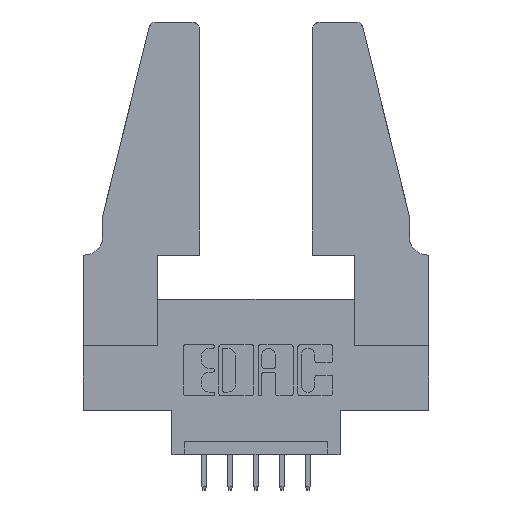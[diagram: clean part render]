
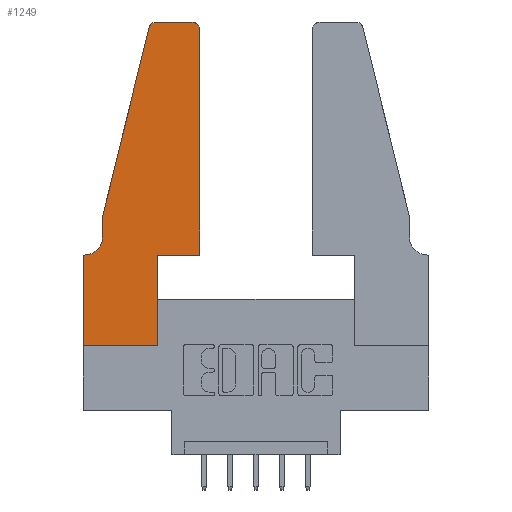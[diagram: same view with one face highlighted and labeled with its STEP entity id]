
A CAD part, top view. The second image highlights one B-rep face of the part: STEP entity #1249.
In plain terms, the highlighted planar face has unit normal (0, 0, 1).
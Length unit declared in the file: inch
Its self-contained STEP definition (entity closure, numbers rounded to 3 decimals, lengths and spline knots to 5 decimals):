
#44 = CARTESIAN_POINT ( 'NONE',  ( 0.4205, 1.25, 0.37 ) ) ;
#147 = ORIENTED_EDGE ( 'NONE', *, *, #1922, .T. ) ;
#486 = LINE ( 'NONE', #7332, #10297 ) ;
#578 = EDGE_CURVE ( 'NONE', #3487, #7200, #7765, .T. ) ;
#767 = VECTOR ( 'NONE', #11083, 39.37008 ) ;
#985 = ORIENTED_EDGE ( 'NONE', *, *, #10751, .T. ) ;
#988 = CARTESIAN_POINT ( 'NONE',  ( 0., 0.35, 0.37 ) ) ;
#991 = EDGE_LOOP ( 'NONE', ( #2813, #10018, #9076, #4399, #1516, #6645, #147, #2881, #1906, #10521, #1223, #985 ) ) ;
#1048 = VERTEX_POINT ( 'NONE', #1787 ) ;
#1133 = LINE ( 'NONE', #9517, #4634 ) ;
#1157 = VECTOR ( 'NONE', #5256, 39.37008 ) ;
#1223 = ORIENTED_EDGE ( 'NONE', *, *, #1271, .T. ) ;
#1249 = ADVANCED_FACE ( 'NONE', ( #9952 ), #2282, .T. ) ;
#1271 = EDGE_CURVE ( 'NONE', #5147, #6004, #1420, .T. ) ;
#1315 = AXIS2_PLACEMENT_3D ( 'NONE', #10172, #5672, #7473 ) ;
#1420 = LINE ( 'NONE', #4840, #767 ) ;
#1516 = ORIENTED_EDGE ( 'NONE', *, *, #578, .T. ) ;
#1637 = EDGE_CURVE ( 'NONE', #6746, #8046, #486, .T. ) ;
#1762 = CARTESIAN_POINT ( 'NONE',  ( 0.0755, 0.42, 0.37 ) ) ;
#1787 = CARTESIAN_POINT ( 'NONE',  ( 0.25487, 1.22718, 0.37 ) ) ;
#1906 = ORIENTED_EDGE ( 'NONE', *, *, #2723, .T. ) ;
#1922 = EDGE_CURVE ( 'NONE', #2642, #3025, #2706, .T. ) ;
#1987 = CARTESIAN_POINT ( 'NONE',  ( 0.284, 1.25, 0.37 ) ) ;
#2114 = DIRECTION ( 'NONE',  ( 1., 0., 0. ) ) ;
#2171 = LINE ( 'NONE', #3707, #3150 ) ;
#2186 = CARTESIAN_POINT ( 'NONE',  ( 0.2865, 0., 0.37 ) ) ;
#2282 = PLANE ( 'NONE',  #1315 ) ;
#2407 = CIRCLE ( 'NONE', #2593, 0.03 ) ;
#2593 = AXIS2_PLACEMENT_3D ( 'NONE', #6483, #5749, #9362 ) ;
#2642 = VERTEX_POINT ( 'NONE', #988 ) ;
#2706 = LINE ( 'NONE', #8701, #1157 ) ;
#2723 = EDGE_CURVE ( 'NONE', #5502, #3200, #2171, .T. ) ;
#2813 = ORIENTED_EDGE ( 'NONE', *, *, #1637, .T. ) ;
#2881 = ORIENTED_EDGE ( 'NONE', *, *, #8017, .T. ) ;
#2943 = AXIS2_PLACEMENT_3D ( 'NONE', #7287, #7393, #5500 ) ;
#3025 = VERTEX_POINT ( 'NONE', #6130 ) ;
#3049 = CARTESIAN_POINT ( 'NONE',  ( 0.0755, 0.35, 0.37 ) ) ;
#3092 = DIRECTION ( 'NONE',  ( -1., 0., 0. ) ) ;
#3150 = VECTOR ( 'NONE', #7095, 39.37008 ) ;
#3200 = VERTEX_POINT ( 'NONE', #6242 ) ;
#3487 = VERTEX_POINT ( 'NONE', #1762 ) ;
#3565 = VECTOR ( 'NONE', #2114, 39.37008 ) ;
#3575 = CARTESIAN_POINT ( 'NONE',  ( 0., 0., 0.37 ) ) ;
#3707 = CARTESIAN_POINT ( 'NONE',  ( 0.2865, 0.35, 0.37 ) ) ;
#3767 = CIRCLE ( 'NONE', #10739, 0.03 ) ;
#4345 = VECTOR ( 'NONE', #9506, 39.37008 ) ;
#4399 = ORIENTED_EDGE ( 'NONE', *, *, #7546, .T. ) ;
#4446 = LINE ( 'NONE', #3575, #4345 ) ;
#4469 = EDGE_CURVE ( 'NONE', #3200, #5147, #6288, .T. ) ;
#4634 = VECTOR ( 'NONE', #6126, 39.37008 ) ;
#4702 = DIRECTION ( 'NONE',  ( -1., 0., 0. ) ) ;
#4840 = CARTESIAN_POINT ( 'NONE',  ( 0.4505, 0.35, 0.37 ) ) ;
#4851 = CARTESIAN_POINT ( 'NONE',  ( 0.4505, 1.22, 0.37 ) ) ;
#5147 = VERTEX_POINT ( 'NONE', #9279 ) ;
#5234 = DIRECTION ( 'NONE',  ( 1., 0., 0. ) ) ;
#5256 = DIRECTION ( 'NONE',  ( 0., -1., 0. ) ) ;
#5500 = DIRECTION ( 'NONE',  ( -1., 0., 0. ) ) ;
#5502 = VERTEX_POINT ( 'NONE', #2186 ) ;
#5664 = VERTEX_POINT ( 'NONE', #7664 ) ;
#5672 = DIRECTION ( 'NONE',  ( 0., 0., 1. ) ) ;
#5749 = DIRECTION ( 'NONE',  ( 0., 0., 1. ) ) ;
#6004 = VERTEX_POINT ( 'NONE', #4851 ) ;
#6071 = CARTESIAN_POINT ( 'NONE',  ( 0.284, 1.22, 0.37 ) ) ;
#6126 = DIRECTION ( 'NONE',  ( 0., -1., 0. ) ) ;
#6130 = CARTESIAN_POINT ( 'NONE',  ( 0., 0., 0.37 ) ) ;
#6242 = CARTESIAN_POINT ( 'NONE',  ( 0.2865, 0.35, 0.37 ) ) ;
#6288 = LINE ( 'NONE', #8048, #3565 ) ;
#6483 = CARTESIAN_POINT ( 'NONE',  ( 0.4205, 1.22, 0.37 ) ) ;
#6645 = ORIENTED_EDGE ( 'NONE', *, *, #9383, .T. ) ;
#6652 = LINE ( 'NONE', #10037, #10460 ) ;
#6746 = VERTEX_POINT ( 'NONE', #44 ) ;
#7095 = DIRECTION ( 'NONE',  ( 0., 1., 0. ) ) ;
#7200 = VERTEX_POINT ( 'NONE', #8595 ) ;
#7202 = VECTOR ( 'NONE', #4702, 39.37008 ) ;
#7287 = CARTESIAN_POINT ( 'NONE',  ( 0.0055, 0.42, 0.37 ) ) ;
#7332 = CARTESIAN_POINT ( 'NONE',  ( 0.2605, 1.25, 0.37 ) ) ;
#7393 = DIRECTION ( 'NONE',  ( 0., 0., -1. ) ) ;
#7473 = DIRECTION ( 'NONE',  ( 1., 0., 0. ) ) ;
#7513 = EDGE_CURVE ( 'NONE', #8046, #1048, #3767, .T. ) ;
#7546 = EDGE_CURVE ( 'NONE', #5664, #3487, #1133, .T. ) ;
#7664 = CARTESIAN_POINT ( 'NONE',  ( 0.0755, 0.5, 0.37 ) ) ;
#7765 = CIRCLE ( 'NONE', #2943, 0.07 ) ;
#8017 = EDGE_CURVE ( 'NONE', #3025, #5502, #4446, .T. ) ;
#8046 = VERTEX_POINT ( 'NONE', #1987 ) ;
#8048 = CARTESIAN_POINT ( 'NONE',  ( 0.4505, 0.35, 0.37 ) ) ;
#8138 = LINE ( 'NONE', #3049, #7202 ) ;
#8221 = EDGE_CURVE ( 'NONE', #1048, #5664, #6652, .T. ) ;
#8595 = CARTESIAN_POINT ( 'NONE',  ( 0.0055, 0.35, 0.37 ) ) ;
#8674 = DIRECTION ( 'NONE',  ( 0., 0., 1. ) ) ;
#8701 = CARTESIAN_POINT ( 'NONE',  ( 0., 0., 0.37 ) ) ;
#9076 = ORIENTED_EDGE ( 'NONE', *, *, #8221, .T. ) ;
#9164 = DIRECTION ( 'NONE',  ( -0.239, -0.971, 0. ) ) ;
#9279 = CARTESIAN_POINT ( 'NONE',  ( 0.4505, 0.35, 0.37 ) ) ;
#9362 = DIRECTION ( 'NONE',  ( 1., 0., 0. ) ) ;
#9383 = EDGE_CURVE ( 'NONE', #7200, #2642, #8138, .T. ) ;
#9506 = DIRECTION ( 'NONE',  ( 1., 0., 0. ) ) ;
#9517 = CARTESIAN_POINT ( 'NONE',  ( 0.0755, 0.5, 0.37 ) ) ;
#9952 = FACE_OUTER_BOUND ( 'NONE', #991, .T. ) ;
#10018 = ORIENTED_EDGE ( 'NONE', *, *, #7513, .T. ) ;
#10037 = CARTESIAN_POINT ( 'NONE',  ( 0.0755, 0.5, 0.37 ) ) ;
#10172 = CARTESIAN_POINT ( 'NONE',  ( 0., 0.35, 0.37 ) ) ;
#10297 = VECTOR ( 'NONE', #3092, 39.37008 ) ;
#10460 = VECTOR ( 'NONE', #9164, 39.37008 ) ;
#10521 = ORIENTED_EDGE ( 'NONE', *, *, #4469, .T. ) ;
#10739 = AXIS2_PLACEMENT_3D ( 'NONE', #6071, #8674, #5234 ) ;
#10751 = EDGE_CURVE ( 'NONE', #6004, #6746, #2407, .T. ) ;
#11083 = DIRECTION ( 'NONE',  ( 0., 1., 0. ) ) ;
